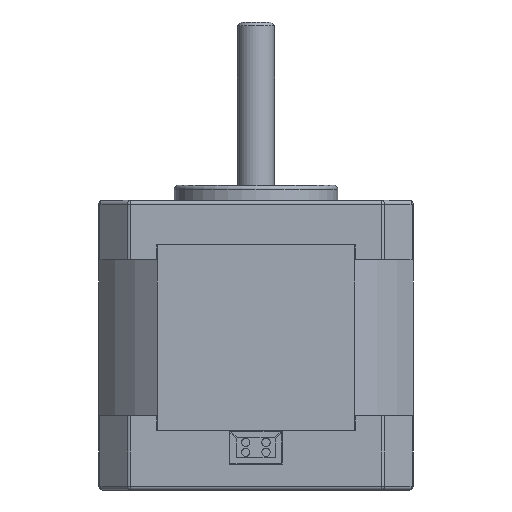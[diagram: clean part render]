
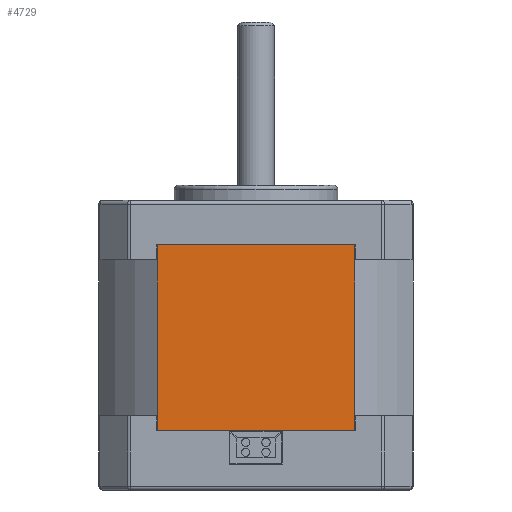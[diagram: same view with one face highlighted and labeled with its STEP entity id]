
A CAD part, front view. The second image highlights one B-rep face of the part: STEP entity #4729.
In plain terms, the highlighted planar face has unit normal (0, -1, 0).
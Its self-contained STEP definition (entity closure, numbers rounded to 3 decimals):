
#92 = CARTESIAN_POINT ( 'NONE',  ( -13.314, -21.16, -21. ) ) ;
#273 = DIRECTION ( 'NONE',  ( -1., 0., 0. ) ) ;
#731 = LINE ( 'NONE', #6259, #7077 ) ;
#1250 = VERTEX_POINT ( 'NONE', #6710 ) ;
#1415 = ORIENTED_EDGE ( 'NONE', *, *, #1516, .F. ) ;
#1427 = EDGE_CURVE ( 'NONE', #6554, #1250, #731, .T. ) ;
#1516 = EDGE_CURVE ( 'NONE', #2769, #3408, #1847, .T. ) ;
#1606 = DIRECTION ( 'NONE',  ( -1., 0., 0. ) ) ;
#1790 = ORIENTED_EDGE ( 'NONE', *, *, #3424, .F. ) ;
#1847 = LINE ( 'NONE', #5123, #5867 ) ;
#2529 = VECTOR ( 'NONE', #5339, 1000. ) ;
#2636 = CARTESIAN_POINT ( 'NONE',  ( -13.314, -21.16, 63.85 ) ) ;
#2769 = VERTEX_POINT ( 'NONE', #3726 ) ;
#3008 = FACE_OUTER_BOUND ( 'NONE', #4062, .T. ) ;
#3408 = VERTEX_POINT ( 'NONE', #92 ) ;
#3424 = EDGE_CURVE ( 'NONE', #6554, #2769, #5836, .T. ) ;
#3726 = CARTESIAN_POINT ( 'NONE',  ( 13.314, -21.16, -21. ) ) ;
#3810 = DIRECTION ( 'NONE',  ( 0., 1., 0. ) ) ;
#3812 = LINE ( 'NONE', #5237, #2529 ) ;
#4054 = CARTESIAN_POINT ( 'NONE',  ( 13.314, -21.16, 4. ) ) ;
#4062 = EDGE_LOOP ( 'NONE', ( #1790, #6372, #5104, #1415 ) ) ;
#4555 = AXIS2_PLACEMENT_3D ( 'NONE', #2636, #3810, #273 ) ;
#4729 = ADVANCED_FACE ( 'NONE', ( #3008 ), #4972, .F. ) ;
#4952 = DIRECTION ( 'NONE',  ( 0., 0., -1. ) ) ;
#4972 = PLANE ( 'NONE',  #4555 ) ;
#4977 = CARTESIAN_POINT ( 'NONE',  ( 13.314, -21.16, 63.85 ) ) ;
#5104 = ORIENTED_EDGE ( 'NONE', *, *, #6138, .T. ) ;
#5123 = CARTESIAN_POINT ( 'NONE',  ( -13.314, -21.16, -21. ) ) ;
#5237 = CARTESIAN_POINT ( 'NONE',  ( -13.314, -21.16, 63.85 ) ) ;
#5339 = DIRECTION ( 'NONE',  ( 0., 0., -1. ) ) ;
#5680 = DIRECTION ( 'NONE',  ( -1., 0., 0. ) ) ;
#5836 = LINE ( 'NONE', #4977, #7241 ) ;
#5867 = VECTOR ( 'NONE', #1606, 1000. ) ;
#6138 = EDGE_CURVE ( 'NONE', #1250, #3408, #3812, .T. ) ;
#6259 = CARTESIAN_POINT ( 'NONE',  ( -13.314, -21.16, 4. ) ) ;
#6372 = ORIENTED_EDGE ( 'NONE', *, *, #1427, .T. ) ;
#6554 = VERTEX_POINT ( 'NONE', #4054 ) ;
#6710 = CARTESIAN_POINT ( 'NONE',  ( -13.314, -21.16, 4. ) ) ;
#7077 = VECTOR ( 'NONE', #5680, 1000. ) ;
#7241 = VECTOR ( 'NONE', #4952, 1000. ) ;
